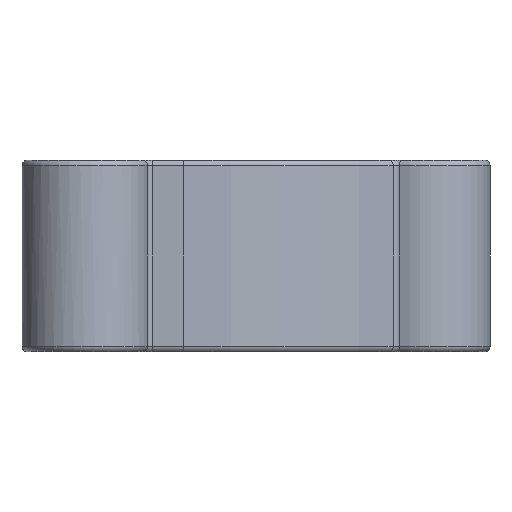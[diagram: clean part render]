
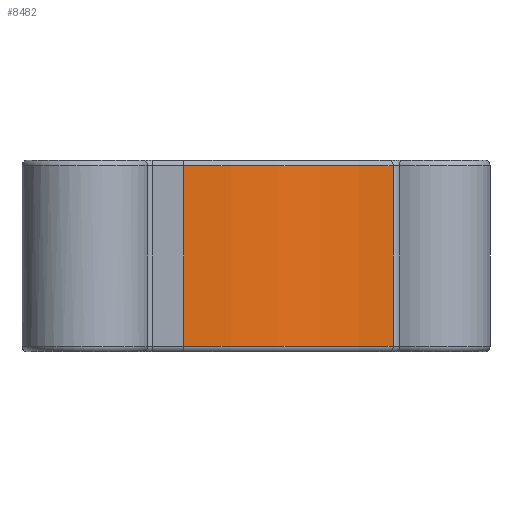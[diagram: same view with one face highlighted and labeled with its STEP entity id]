
A CAD part, left-side view. The second image highlights one B-rep face of the part: STEP entity #8482.
In plain terms, the highlighted cylindrical face has radius 12.958 mm (diameter 25.916 mm), a partial arc.
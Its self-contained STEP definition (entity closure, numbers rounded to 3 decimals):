
#711=CYLINDRICAL_SURFACE('',#9762,12.958);
#1206=FACE_OUTER_BOUND('',#1807,.T.);
#1807=EDGE_LOOP('',(#7518,#7519,#7520,#7521));
#2171=LINE('',#17022,#2463);
#2172=LINE('',#17026,#2464);
#2463=VECTOR('',#12516,10.);
#2464=VECTOR('',#12521,10.);
#3238=CIRCLE('',#9736,12.958);
#3256=CIRCLE('',#9763,12.958);
#4014=VERTEX_POINT('',#16862);
#4015=VERTEX_POINT('',#16866);
#4027=VERTEX_POINT('',#17020);
#4028=VERTEX_POINT('',#17024);
#5189=EDGE_CURVE('',#4014,#4015,#3238,.T.);
#5213=EDGE_CURVE('',#4015,#4027,#2171,.T.);
#5214=EDGE_CURVE('',#4027,#4028,#3256,.T.);
#5215=EDGE_CURVE('',#4028,#4014,#2172,.T.);
#7518=ORIENTED_EDGE('',*,*,#5189,.T.);
#7519=ORIENTED_EDGE('',*,*,#5213,.T.);
#7520=ORIENTED_EDGE('',*,*,#5214,.T.);
#7521=ORIENTED_EDGE('',*,*,#5215,.T.);
#8482=ADVANCED_FACE('',(#1206),#711,.T.);
#9736=AXIS2_PLACEMENT_3D('',#16868,#12462,#12463);
#9762=AXIS2_PLACEMENT_3D('',#17023,#12517,#12518);
#9763=AXIS2_PLACEMENT_3D('',#17025,#12519,#12520);
#12462=DIRECTION('center_axis',(0.,0.,1.));
#12463=DIRECTION('ref_axis',(-0.908,-0.418,0.));
#12516=DIRECTION('',(0.,0.,1.));
#12517=DIRECTION('center_axis',(0.,0.,1.));
#12518=DIRECTION('ref_axis',(-0.643,-0.766,0.));
#12519=DIRECTION('center_axis',(0.,0.,-1.));
#12520=DIRECTION('ref_axis',(-0.908,-0.418,0.));
#12521=DIRECTION('',(0.,0.,-1.));
#16862=CARTESIAN_POINT('',(-22.912,11.395,-2.35));
#16866=CARTESIAN_POINT('',(-18.386,1.556,-2.35));
#16868=CARTESIAN_POINT('Origin',(-9.955,11.395,-2.35));
#17020=CARTESIAN_POINT('',(-18.386,1.556,6.15));
#17022=CARTESIAN_POINT('',(-18.386,1.556,6.4));
#17023=CARTESIAN_POINT('Origin',(-9.955,11.395,6.4));
#17024=CARTESIAN_POINT('',(-22.912,11.395,6.15));
#17025=CARTESIAN_POINT('Origin',(-9.955,11.395,6.15));
#17026=CARTESIAN_POINT('',(-22.912,11.395,6.4));
